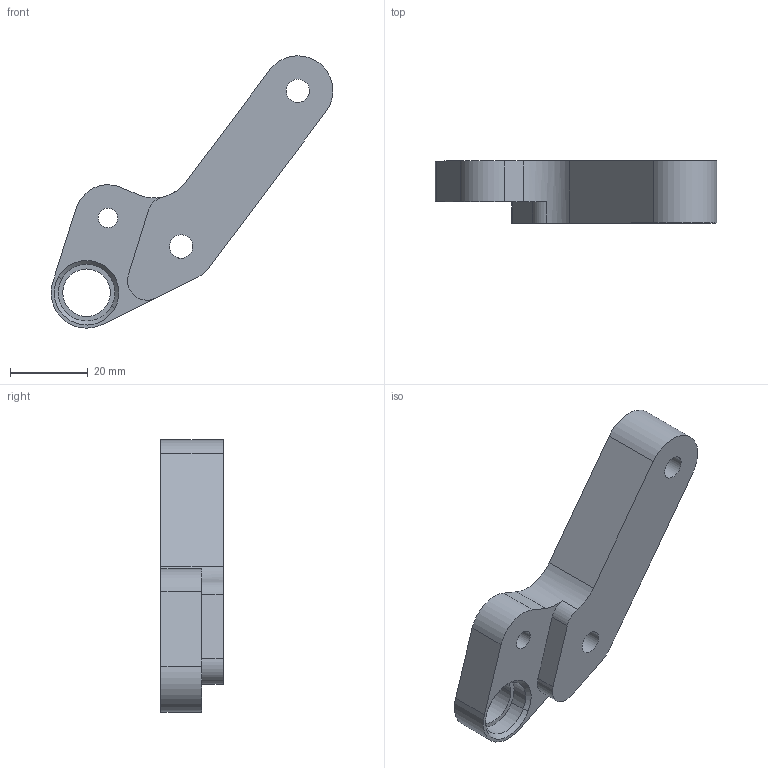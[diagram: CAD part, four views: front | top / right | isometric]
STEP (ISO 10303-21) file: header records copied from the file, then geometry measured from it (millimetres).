
FILE_DESCRIPTION(('CATIA V5 STEP Exchange'),'2;1');
FILE_NAME('9150151_Support capteur WheelSpeed.stp','2018-05-15T09:20:27+00:00',('none'),('none'),'Version 5-6 Release 2012','CATIA V5 STEP AP203','none');
FILE_SCHEMA(('CONFIG_CONTROL_DESIGN'));
Length unit declared in the file: millimetre
Products named in the file (1): 9150151_Support capteur WheelSpeed
Bounding box: 72.38 x 16 x 69.95 mm (x, y, z)
Volume: 23472.4 mm3; surface area: 8250.1 mm2
Topology: 1 solids, 1 shells, 35 faces, 92 edges, 62 vertices
Faces by surface type: cylinder 21, plane 12, cone 2
Entity records: 1080 total; most frequent: ORIENTED_EDGE 184, CARTESIAN_POINT 182, DIRECTION 146, EDGE_CURVE 92, AXIS2_PLACEMENT_3D 77, VERTEX_POINT 62, CIRCLE 49, EDGE_LOOP 46
